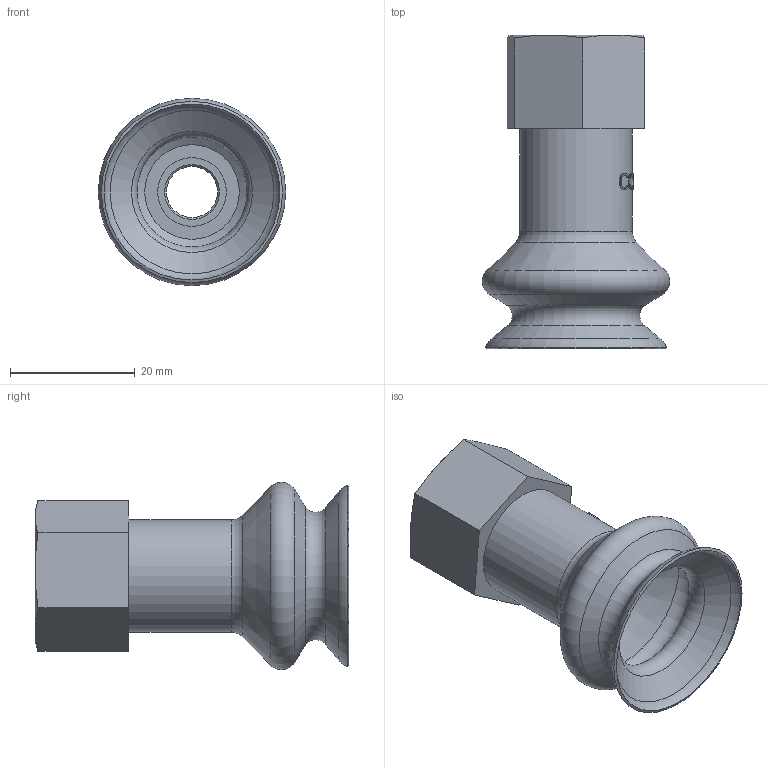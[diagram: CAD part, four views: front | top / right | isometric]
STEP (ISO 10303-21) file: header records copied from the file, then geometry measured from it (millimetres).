
FILE_DESCRIPTION(/* description */ ('Unknown'),/* implementation_level */ '2;1');
FILE_NAME(/* name */ 'MVS301.5SIBIF14',/* time_stamp */ '2019-07-05T09:27:28-04:00',/* author */ ('Unknown'),/* organization */ ('Unknown'),/* preprocessor_version */ 'ST-DEVELOPER v16.7',/* originating_system */ 'DEX',/* authorisation */ $);
FILE_SCHEMA (('AUTOMOTIVE_DESIGN {1 0 10303 214 3 1 1}'));
Length unit declared in the file: millimetre
Products named in the file (3): MVS301.5SIBIF14; MVS301.5SIB; IF50SP143
Assembly tree (2 placements, depth 2):
  MVS301.5SIBIF14
    MVS301.5SIB
    IF50SP143
Bounding box: 30 x 50.2 x 30 mm (x, y, z)
Volume: 10424.4 mm3; surface area: 8565.2 mm2
Topology: 2 solids, 2 shells, 90 faces, 210 edges, 132 vertices
Faces by surface type: plane 27, bspline 27, cone 17, cylinder 12, torus 7
Full cylindrical faces by diameter (mm): 8.2 x1, 11 x1, 11.44 x1, 12.6 x1, 18 x1
Entity records: 4780 total; most frequent: CARTESIAN_POINT 2910, ORIENTED_EDGE 372, DIRECTION 307, EDGE_CURVE 186, VERTEX_POINT 131, EDGE_LOOP 125, FACE_BOUND 125, AXIS2_PLACEMENT_3D 125
